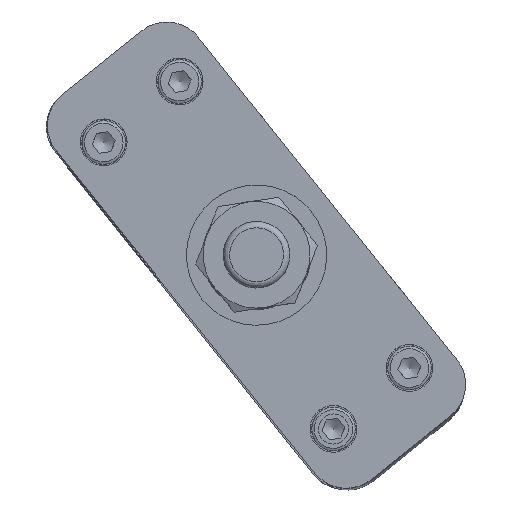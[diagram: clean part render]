
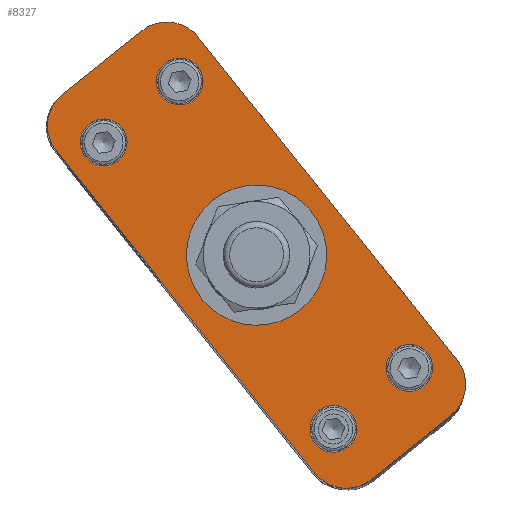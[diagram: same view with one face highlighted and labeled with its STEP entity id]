
A CAD part, top view. The second image highlights one B-rep face of the part: STEP entity #8327.
In plain terms, the highlighted face is planar.
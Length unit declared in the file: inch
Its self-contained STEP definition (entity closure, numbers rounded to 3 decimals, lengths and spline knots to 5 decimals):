
#481=FACE_BOUND('',#1594,.T.);
#482=FACE_BOUND('',#1595,.T.);
#483=FACE_BOUND('',#1596,.T.);
#484=FACE_BOUND('',#1597,.T.);
#485=FACE_BOUND('',#1598,.T.);
#703=PLANE('',#9125);
#1030=FACE_OUTER_BOUND('',#1593,.T.);
#1593=EDGE_LOOP('',(#6151,#6152,#6153,#6154,#6155,#6156,#6157,#6158));
#1594=EDGE_LOOP('',(#6159));
#1595=EDGE_LOOP('',(#6160));
#1596=EDGE_LOOP('',(#6161));
#1597=EDGE_LOOP('',(#6162));
#1598=EDGE_LOOP('',(#6163));
#2328=LINE('',#12654,#2994);
#2331=LINE('',#12660,#2997);
#2332=LINE('',#12664,#2998);
#2333=LINE('',#12668,#2999);
#2994=VECTOR('',#10195,0.3937);
#2997=VECTOR('',#10200,0.3937);
#2998=VECTOR('',#10203,0.3937);
#2999=VECTOR('',#10206,0.3937);
#3634=CIRCLE('',#9098,0.3285);
#3644=CIRCLE('',#9122,0.188);
#3646=CIRCLE('',#9126,0.188);
#3647=CIRCLE('',#9127,0.188);
#3648=CIRCLE('',#9128,0.188);
#3649=CIRCLE('',#9129,0.1095);
#3650=CIRCLE('',#9130,0.1095);
#3651=CIRCLE('',#9131,0.1095);
#3652=CIRCLE('',#9132,0.1095);
#3998=VERTEX_POINT('',#12610);
#4008=VERTEX_POINT('',#12644);
#4009=VERTEX_POINT('',#12645);
#4012=VERTEX_POINT('',#12653);
#4014=VERTEX_POINT('',#12659);
#4015=VERTEX_POINT('',#12661);
#4016=VERTEX_POINT('',#12663);
#4017=VERTEX_POINT('',#12665);
#4018=VERTEX_POINT('',#12667);
#4019=VERTEX_POINT('',#12670);
#4020=VERTEX_POINT('',#12672);
#4021=VERTEX_POINT('',#12674);
#4022=VERTEX_POINT('',#12676);
#4845=EDGE_CURVE('',#3998,#3998,#3634,.T.);
#4855=EDGE_CURVE('',#4008,#4009,#3644,.T.);
#4859=EDGE_CURVE('',#4012,#4009,#2328,.T.);
#4862=EDGE_CURVE('',#4008,#4014,#2331,.T.);
#4863=EDGE_CURVE('',#4015,#4014,#3646,.T.);
#4864=EDGE_CURVE('',#4015,#4016,#2332,.T.);
#4865=EDGE_CURVE('',#4017,#4016,#3647,.T.);
#4866=EDGE_CURVE('',#4017,#4018,#2333,.T.);
#4867=EDGE_CURVE('',#4012,#4018,#3648,.T.);
#4868=EDGE_CURVE('',#4019,#4019,#3649,.T.);
#4869=EDGE_CURVE('',#4020,#4020,#3650,.T.);
#4870=EDGE_CURVE('',#4021,#4021,#3651,.T.);
#4871=EDGE_CURVE('',#4022,#4022,#3652,.T.);
#6151=ORIENTED_EDGE('',*,*,#4855,.F.);
#6152=ORIENTED_EDGE('',*,*,#4862,.T.);
#6153=ORIENTED_EDGE('',*,*,#4863,.F.);
#6154=ORIENTED_EDGE('',*,*,#4864,.T.);
#6155=ORIENTED_EDGE('',*,*,#4865,.F.);
#6156=ORIENTED_EDGE('',*,*,#4866,.T.);
#6157=ORIENTED_EDGE('',*,*,#4867,.F.);
#6158=ORIENTED_EDGE('',*,*,#4859,.T.);
#6159=ORIENTED_EDGE('',*,*,#4845,.T.);
#6160=ORIENTED_EDGE('',*,*,#4868,.T.);
#6161=ORIENTED_EDGE('',*,*,#4869,.T.);
#6162=ORIENTED_EDGE('',*,*,#4870,.T.);
#6163=ORIENTED_EDGE('',*,*,#4871,.T.);
#8327=ADVANCED_FACE('',(#1030,#481,#482,#483,#484,#485),#703,.T.);
#9098=AXIS2_PLACEMENT_3D('',#12611,#10139,#10140);
#9122=AXIS2_PLACEMENT_3D('',#12646,#10187,#10188);
#9125=AXIS2_PLACEMENT_3D('',#12658,#10198,#10199);
#9126=AXIS2_PLACEMENT_3D('',#12662,#10201,#10202);
#9127=AXIS2_PLACEMENT_3D('',#12666,#10204,#10205);
#9128=AXIS2_PLACEMENT_3D('',#12669,#10207,#10208);
#9129=AXIS2_PLACEMENT_3D('',#12671,#10209,#10210);
#9130=AXIS2_PLACEMENT_3D('',#12673,#10211,#10212);
#9131=AXIS2_PLACEMENT_3D('',#12675,#10213,#10214);
#9132=AXIS2_PLACEMENT_3D('',#12677,#10215,#10216);
#10139=DIRECTION('center_axis',(0.,0.,1.));
#10140=DIRECTION('ref_axis',(1.,0.,0.));
#10187=DIRECTION('center_axis',(0.,0.,1.));
#10188=DIRECTION('ref_axis',(0.707,-0.707,0.));
#10195=DIRECTION('',(0.,-1.,0.));
#10198=DIRECTION('center_axis',(0.,0.,-1.));
#10199=DIRECTION('ref_axis',(-1.,0.,0.));
#10200=DIRECTION('',(-1.,0.,0.));
#10201=DIRECTION('center_axis',(0.,0.,1.));
#10202=DIRECTION('ref_axis',(-0.707,-0.707,0.));
#10203=DIRECTION('',(0.,1.,0.));
#10204=DIRECTION('center_axis',(0.,0.,1.));
#10205=DIRECTION('ref_axis',(-0.707,0.707,0.));
#10206=DIRECTION('',(1.,0.,0.));
#10207=DIRECTION('center_axis',(0.,0.,1.));
#10208=DIRECTION('ref_axis',(0.707,0.707,0.));
#10209=DIRECTION('center_axis',(0.,0.,1.));
#10210=DIRECTION('ref_axis',(-1.,0.,0.));
#10211=DIRECTION('center_axis',(0.,0.,1.));
#10212=DIRECTION('ref_axis',(-1.,0.,0.));
#10213=DIRECTION('center_axis',(0.,0.,1.));
#10214=DIRECTION('ref_axis',(-1.,0.,0.));
#10215=DIRECTION('center_axis',(0.,0.,1.));
#10216=DIRECTION('ref_axis',(-1.,0.,0.));
#12610=CARTESIAN_POINT('',(0.1415,0.,-0.702));
#12611=CARTESIAN_POINT('Origin',(0.47,0.,-0.702));
#12644=CARTESIAN_POINT('',(1.438,-0.426,-0.702));
#12645=CARTESIAN_POINT('',(1.626,-0.238,-0.702));
#12646=CARTESIAN_POINT('Origin',(1.438,-0.238,-0.702));
#12653=CARTESIAN_POINT('',(1.626,0.238,-0.702));
#12654=CARTESIAN_POINT('',(1.626,0.426,-0.702));
#12658=CARTESIAN_POINT('Origin',(0.47,0.,-0.702));
#12659=CARTESIAN_POINT('',(-0.498,-0.426,-0.702));
#12660=CARTESIAN_POINT('',(1.626,-0.426,-0.702));
#12661=CARTESIAN_POINT('',(-0.686,-0.238,-0.702));
#12662=CARTESIAN_POINT('Origin',(-0.498,-0.238,-0.702));
#12663=CARTESIAN_POINT('',(-0.686,0.238,-0.702));
#12664=CARTESIAN_POINT('',(-0.686,-0.426,-0.702));
#12665=CARTESIAN_POINT('',(-0.498,0.426,-0.702));
#12666=CARTESIAN_POINT('Origin',(-0.498,0.238,-0.702));
#12667=CARTESIAN_POINT('',(1.438,0.426,-0.702));
#12668=CARTESIAN_POINT('',(-0.686,0.426,-0.702));
#12669=CARTESIAN_POINT('Origin',(1.438,0.238,-0.702));
#12670=CARTESIAN_POINT('',(-0.4995,0.228,-0.702));
#12671=CARTESIAN_POINT('Origin',(-0.39,0.228,-0.702));
#12672=CARTESIAN_POINT('',(1.2205,0.228,-0.702));
#12673=CARTESIAN_POINT('Origin',(1.33,0.228,-0.702));
#12674=CARTESIAN_POINT('',(1.2205,-0.228,-0.702));
#12675=CARTESIAN_POINT('Origin',(1.33,-0.228,-0.702));
#12676=CARTESIAN_POINT('',(-0.4995,-0.228,-0.702));
#12677=CARTESIAN_POINT('Origin',(-0.39,-0.228,-0.702));
